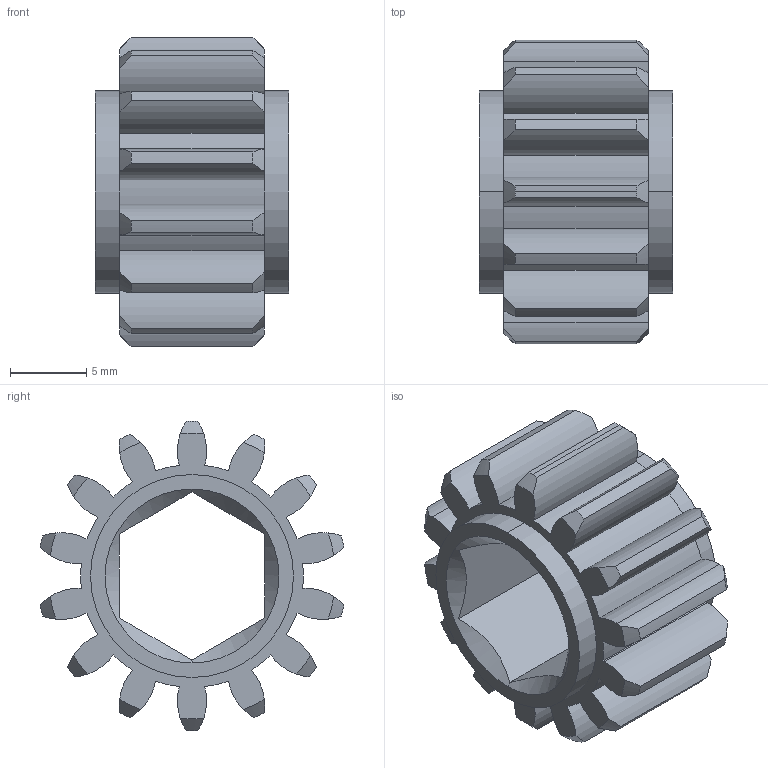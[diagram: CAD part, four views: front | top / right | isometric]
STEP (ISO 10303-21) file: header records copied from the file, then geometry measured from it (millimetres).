
FILE_DESCRIPTION (( 'STEP AP203' ), '1' );
FILE_NAME ('am-3484 14T 20DP 375hex 375 FW.STEP', '2022-05-23T16:54:36', ( '' ), ( '' ), 'SwSTEP 2.0', 'SolidWorks 2021', '' );
FILE_SCHEMA (( 'CONFIG_CONTROL_DESIGN' ));
Length unit declared in the file: inch
Products named in the file (1): am-3484 14T 20DP 375hex 375 FW
Bounding box: 12.7 x 19.97 x 20.32 mm (x, y, z)
Volume: 1643.1 mm3; surface area: 1931.8 mm2
Topology: 1 solids, 1 shells, 107 faces, 305 edges, 202 vertices
Faces by surface type: cylinder 65, cone 32, plane 10
Entity records: 3808 total; most frequent: CARTESIAN_POINT 907, DIRECTION 615, ORIENTED_EDGE 610, EDGE_CURVE 305, AXIS2_PLACEMENT_3D 270, VERTEX_POINT 202, CIRCLE 162, EDGE_LOOP 111
